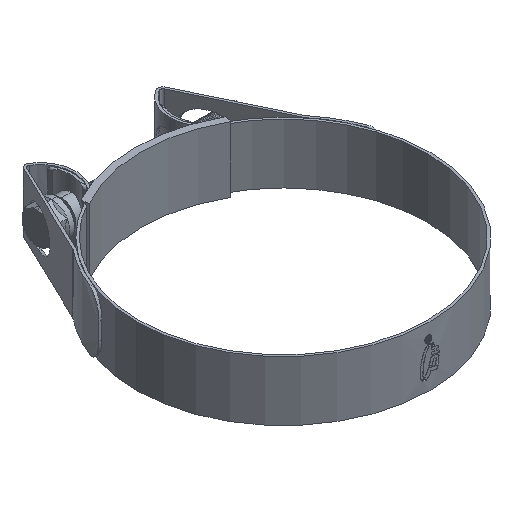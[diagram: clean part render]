
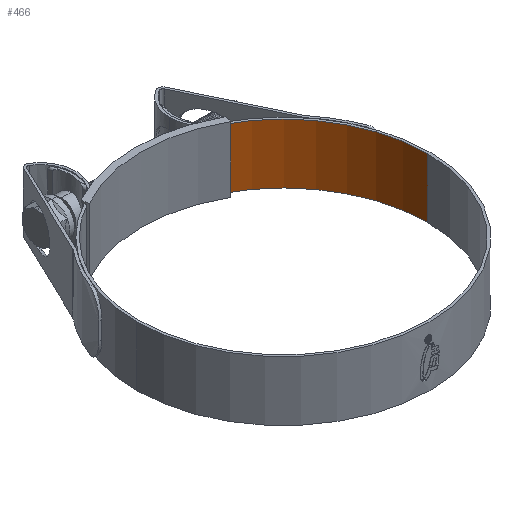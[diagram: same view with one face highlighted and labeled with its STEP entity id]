
A CAD part, isometric view. The second image highlights one B-rep face of the part: STEP entity #466.
In plain terms, the highlighted cylindrical face has radius 60.5 mm (diameter 121 mm), a partial arc.
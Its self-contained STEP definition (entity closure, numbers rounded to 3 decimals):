
#466 = ADVANCED_FACE ( 'NONE', ( #34162 ), #7481, .F. ) ;
#1391 = CARTESIAN_POINT ( 'NONE',  ( 60.5, 0., 12.5 ) ) ;
#2685 = ORIENTED_EDGE ( 'NONE', *, *, #5881, .T. ) ;
#3194 = LINE ( 'NONE', #8860, #11565 ) ;
#4549 = VERTEX_POINT ( 'NONE', #6954 ) ;
#4620 = AXIS2_PLACEMENT_3D ( 'NONE', #38335, #5394, #34424 ) ;
#5024 = VECTOR ( 'NONE', #36028, 1000. ) ;
#5394 = DIRECTION ( 'NONE',  ( 0., 0., -1. ) ) ;
#5881 = EDGE_CURVE ( 'NONE', #4549, #17780, #37701, .T. ) ;
#6954 = CARTESIAN_POINT ( 'NONE',  ( 27.75, 53.76, -12.5 ) ) ;
#7302 = EDGE_CURVE ( 'NONE', #33258, #17780, #3194, .T. ) ;
#7481 = CYLINDRICAL_SURFACE ( 'NONE', #37237, 60.5 ) ;
#7484 = EDGE_LOOP ( 'NONE', ( #31151, #11073, #24152, #2685 ) ) ;
#8860 = CARTESIAN_POINT ( 'NONE',  ( 60.5, 0., 12.5 ) ) ;
#10788 = DIRECTION ( 'NONE',  ( -1., 0., 0. ) ) ;
#11073 = ORIENTED_EDGE ( 'NONE', *, *, #17858, .F. ) ;
#11264 = DIRECTION ( 'NONE',  ( 0., 0., -1. ) ) ;
#11565 = VECTOR ( 'NONE', #26781, 1000. ) ;
#14358 = CARTESIAN_POINT ( 'NONE',  ( 0., 0., -12.5 ) ) ;
#17397 = DIRECTION ( 'NONE',  ( 0., 0., -1. ) ) ;
#17780 = VERTEX_POINT ( 'NONE', #26055 ) ;
#17858 = EDGE_CURVE ( 'NONE', #30208, #33258, #32032, .T. ) ;
#19185 = EDGE_CURVE ( 'NONE', #30208, #4549, #36217, .T. ) ;
#19631 = AXIS2_PLACEMENT_3D ( 'NONE', #14358, #11264, #26263 ) ;
#21202 = CARTESIAN_POINT ( 'NONE',  ( 27.75, 53.76, 12.5 ) ) ;
#24152 = ORIENTED_EDGE ( 'NONE', *, *, #19185, .T. ) ;
#25799 = CARTESIAN_POINT ( 'NONE',  ( 0., 0., 12.5 ) ) ;
#26055 = CARTESIAN_POINT ( 'NONE',  ( 60.5, 0., -12.5 ) ) ;
#26263 = DIRECTION ( 'NONE',  ( -1., 0., 0. ) ) ;
#26781 = DIRECTION ( 'NONE',  ( 0., 0., -1. ) ) ;
#30208 = VERTEX_POINT ( 'NONE', #31765 ) ;
#31151 = ORIENTED_EDGE ( 'NONE', *, *, #7302, .F. ) ;
#31765 = CARTESIAN_POINT ( 'NONE',  ( 27.75, 53.76, 12.5 ) ) ;
#32032 = CIRCLE ( 'NONE', #4620, 60.5 ) ;
#33258 = VERTEX_POINT ( 'NONE', #1391 ) ;
#34162 = FACE_OUTER_BOUND ( 'NONE', #7484, .T. ) ;
#34424 = DIRECTION ( 'NONE',  ( -1., 0., 0. ) ) ;
#36028 = DIRECTION ( 'NONE',  ( 0., 0., -1. ) ) ;
#36217 = LINE ( 'NONE', #21202, #5024 ) ;
#37237 = AXIS2_PLACEMENT_3D ( 'NONE', #25799, #17397, #10788 ) ;
#37701 = CIRCLE ( 'NONE', #19631, 60.5 ) ;
#38335 = CARTESIAN_POINT ( 'NONE',  ( 0., 0., 12.5 ) ) ;
